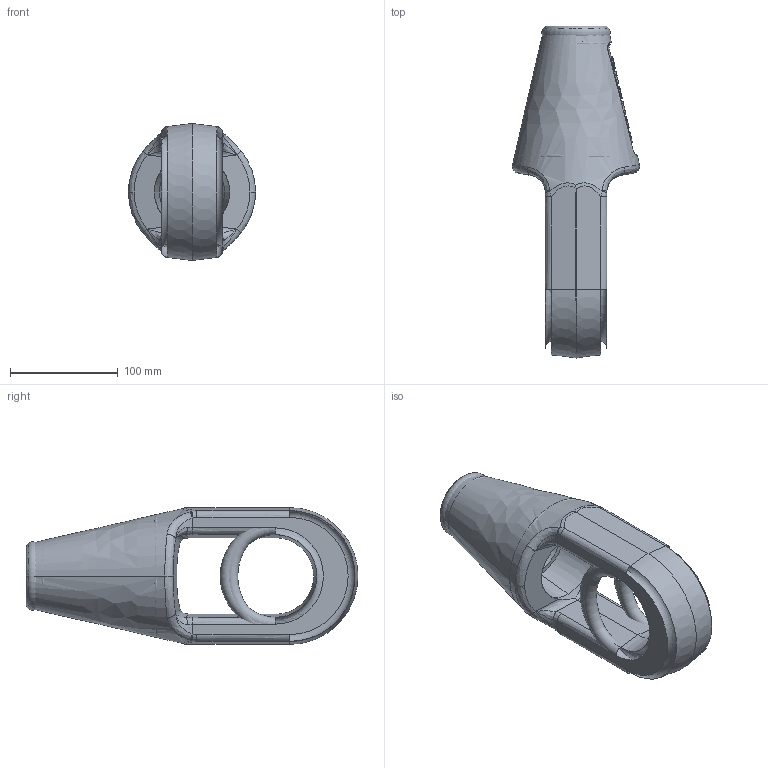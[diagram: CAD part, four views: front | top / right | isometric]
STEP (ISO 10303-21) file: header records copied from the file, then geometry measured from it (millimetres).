
FILE_DESCRIPTION((''),'2;1');
FILE_NAME('CROSBY_417_138_1040055-1040064','2011-08-31T',('Alan Doughty'),('The Crosby Group LLC'),'PRO/ENGINEER BY PARAMETRIC TECHNOLOGY CORPORATION, 2010230','PRO/ENGINEER BY PARAMETRIC TECHNOLOGY CORPORATION, 2010230','');
FILE_SCHEMA(('CONFIG_CONTROL_DESIGN'));
Length unit declared in the file: inch
Products named in the file (1): CROSBY_417_138_1040055-1040064
Bounding box: 117.95 x 307.91 x 127 mm (x, y, z)
Surface area: 187288.9 mm2 (no closed solid volume)
Topology: 0 solids, 0 shells, 500 faces, 2718 edges, 2708 vertices
Faces by surface type: bspline 484, torus 16
Entity records: 40603 total; most frequent: CARTESIAN_POINT 20810, DEFINITIONAL_REPRESENTATION 2698, PCURVE 2698, COMPOSITE_CURVE_SEGMENT 2698, DIRECTION 2219, B_SPLINE_CURVE_WITH_KNOTS 2106, TRIMMED_CURVE 1941, VECTOR 1695
